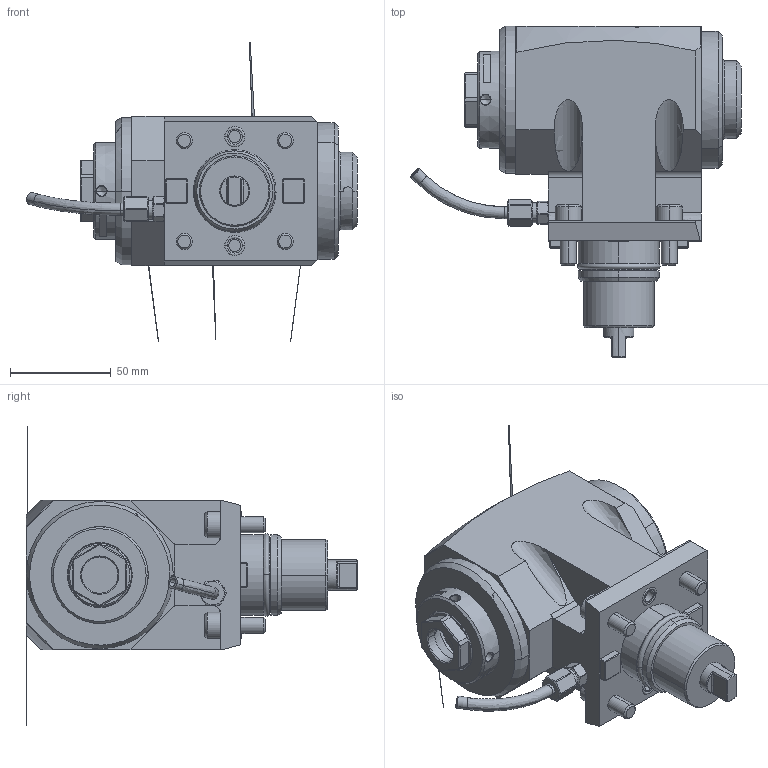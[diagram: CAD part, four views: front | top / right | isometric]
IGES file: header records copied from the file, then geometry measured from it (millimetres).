
Start section:  PTC IGES file: ngt2_40_205_25_3_3_70_bl.igs
Global section: file name: ngt2_40_205_25_3_3_70_bl.igs; native system: Pro/ENGINEER by Parametric Technology Corporation; preprocessor: 2010280; author: vali; organization: Unknown; date: 20220830.084632; units: millimetre
Bounding box: 163.97 x 164.5 x 148.49 mm (x, y, z)
Volume: 744390.3 mm3; surface area: 68888.1 mm2
Topology: 1 solids, 1 shells, 419 faces, 1019 edges, 626 vertices
Faces by surface type: revolution 210, bspline 209
